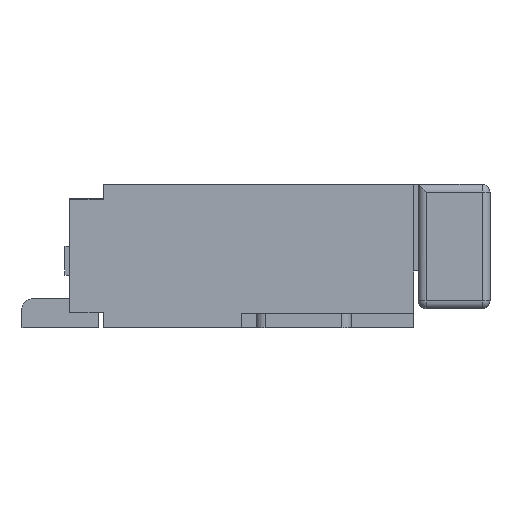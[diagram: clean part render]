
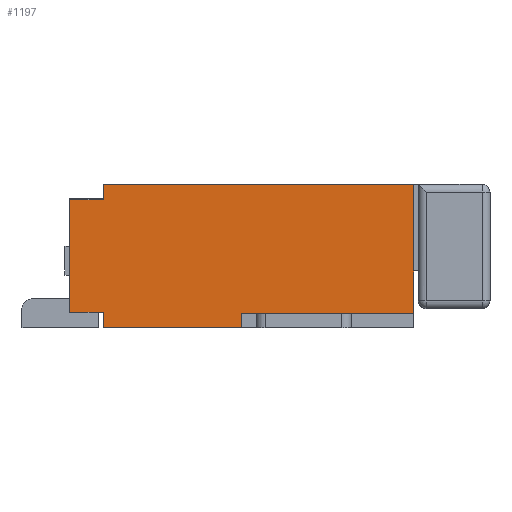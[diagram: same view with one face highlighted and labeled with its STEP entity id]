
A CAD part, left-side view. The second image highlights one B-rep face of the part: STEP entity #1197.
In plain terms, the highlighted planar face has unit normal (-1, 0, 0).
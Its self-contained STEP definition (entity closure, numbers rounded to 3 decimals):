
#544 = ORIENTED_EDGE ( 'NONE', *, *, #7570, .F. ) ;
#645 = VERTEX_POINT ( 'NONE', #20073 ) ;
#731 = VERTEX_POINT ( 'NONE', #5086 ) ;
#1197 = ADVANCED_FACE ( 'NONE', ( #5485 ), #15706, .T. ) ;
#1395 = CARTESIAN_POINT ( 'NONE',  ( -5.55, -2.05, 0.15 ) ) ;
#1758 = EDGE_CURVE ( 'NONE', #9218, #731, #12000, .T. ) ;
#2229 = VERTEX_POINT ( 'NONE', #18366 ) ;
#3695 = LINE ( 'NONE', #18847, #33158 ) ;
#3959 = DIRECTION ( 'NONE',  ( 0., 0., -1. ) ) ;
#4043 = EDGE_CURVE ( 'NONE', #645, #12846, #16532, .T. ) ;
#4636 = VECTOR ( 'NONE', #30058, 1000. ) ;
#4691 = CARTESIAN_POINT ( 'NONE',  ( -5.55, -2.05, 0. ) ) ;
#5086 = CARTESIAN_POINT ( 'NONE',  ( -5.55, -0.25, 0.16 ) ) ;
#5325 = VECTOR ( 'NONE', #8865, 1000. ) ;
#5485 = FACE_OUTER_BOUND ( 'NONE', #31309, .T. ) ;
#5541 = CARTESIAN_POINT ( 'NONE',  ( -5.55, -3.85, 0. ) ) ;
#7492 = VECTOR ( 'NONE', #24753, 1000. ) ;
#7570 = EDGE_CURVE ( 'NONE', #12714, #731, #19500, .T. ) ;
#8119 = CARTESIAN_POINT ( 'NONE',  ( -5.55, -0.25, 1.34 ) ) ;
#8303 = CARTESIAN_POINT ( 'NONE',  ( -5.55, -3.85, 1.5 ) ) ;
#8865 = DIRECTION ( 'NONE',  ( 0., 0., 1. ) ) ;
#9193 = VERTEX_POINT ( 'NONE', #15633 ) ;
#9218 = VERTEX_POINT ( 'NONE', #8119 ) ;
#9928 = DIRECTION ( 'NONE',  ( 0., 1., 0. ) ) ;
#10195 = CARTESIAN_POINT ( 'NONE',  ( -5.55, 0., 0. ) ) ;
#10247 = ORIENTED_EDGE ( 'NONE', *, *, #16100, .F. ) ;
#10399 = AXIS2_PLACEMENT_3D ( 'NONE', #10195, #10839, #23673 ) ;
#10694 = CARTESIAN_POINT ( 'NONE',  ( -5.55, -0.6, 0. ) ) ;
#10839 = DIRECTION ( 'NONE',  ( -1., 0., 0. ) ) ;
#10990 = CARTESIAN_POINT ( 'NONE',  ( -5.55, -3.85, 0.15 ) ) ;
#11166 = EDGE_CURVE ( 'NONE', #31254, #9218, #30478, .T. ) ;
#12000 = LINE ( 'NONE', #27531, #25956 ) ;
#12116 = VECTOR ( 'NONE', #26844, 1000. ) ;
#12470 = EDGE_CURVE ( 'NONE', #20187, #9193, #19773, .T. ) ;
#12714 = VERTEX_POINT ( 'NONE', #21943 ) ;
#12846 = VERTEX_POINT ( 'NONE', #21770 ) ;
#13729 = ORIENTED_EDGE ( 'NONE', *, *, #14270, .F. ) ;
#14270 = EDGE_CURVE ( 'NONE', #12846, #30423, #16865, .T. ) ;
#14590 = LINE ( 'NONE', #20001, #20828 ) ;
#15065 = EDGE_CURVE ( 'NONE', #645, #20187, #30967, .T. ) ;
#15633 = CARTESIAN_POINT ( 'NONE',  ( -5.55, -0.6, 1.5 ) ) ;
#15706 = PLANE ( 'NONE',  #10399 ) ;
#16100 = EDGE_CURVE ( 'NONE', #2229, #12714, #26696, .T. ) ;
#16192 = ORIENTED_EDGE ( 'NONE', *, *, #12470, .T. ) ;
#16532 = LINE ( 'NONE', #10990, #12116 ) ;
#16865 = LINE ( 'NONE', #1395, #27395 ) ;
#17117 = DIRECTION ( 'NONE',  ( 0., 0., 1. ) ) ;
#17222 = VECTOR ( 'NONE', #20846, 1000. ) ;
#18199 = ORIENTED_EDGE ( 'NONE', *, *, #4043, .F. ) ;
#18366 = CARTESIAN_POINT ( 'NONE',  ( -5.55, -0.6, 0. ) ) ;
#18847 = CARTESIAN_POINT ( 'NONE',  ( -5.55, -0.25, 0. ) ) ;
#19500 = LINE ( 'NONE', #27268, #7492 ) ;
#19773 = LINE ( 'NONE', #27855, #4636 ) ;
#20001 = CARTESIAN_POINT ( 'NONE',  ( -5.55, -0.6, 1.5 ) ) ;
#20073 = CARTESIAN_POINT ( 'NONE',  ( -5.55, -3.85, 0.15 ) ) ;
#20187 = VERTEX_POINT ( 'NONE', #8303 ) ;
#20828 = VECTOR ( 'NONE', #17117, 1000. ) ;
#20846 = DIRECTION ( 'NONE',  ( 0., 0., 1. ) ) ;
#21255 = ORIENTED_EDGE ( 'NONE', *, *, #11166, .T. ) ;
#21318 = VECTOR ( 'NONE', #9928, 1000. ) ;
#21770 = CARTESIAN_POINT ( 'NONE',  ( -5.55, -2.05, 0.15 ) ) ;
#21943 = CARTESIAN_POINT ( 'NONE',  ( -5.55, -0.6, 0.16 ) ) ;
#22740 = CARTESIAN_POINT ( 'NONE',  ( -5.55, -0.6, 1.34 ) ) ;
#23120 = ORIENTED_EDGE ( 'NONE', *, *, #1758, .T. ) ;
#23673 = DIRECTION ( 'NONE',  ( 0., -1., 0. ) ) ;
#23796 = ORIENTED_EDGE ( 'NONE', *, *, #15065, .T. ) ;
#24085 = DIRECTION ( 'NONE',  ( 0., -1., 0. ) ) ;
#24753 = DIRECTION ( 'NONE',  ( 0., 1., 0. ) ) ;
#25175 = EDGE_CURVE ( 'NONE', #31254, #9193, #14590, .T. ) ;
#25236 = CARTESIAN_POINT ( 'NONE',  ( -5.55, -0.6, 1.34 ) ) ;
#25281 = ORIENTED_EDGE ( 'NONE', *, *, #33183, .T. ) ;
#25956 = VECTOR ( 'NONE', #3959, 1000. ) ;
#26696 = LINE ( 'NONE', #10694, #5325 ) ;
#26844 = DIRECTION ( 'NONE',  ( 0., 1., 0. ) ) ;
#27127 = ORIENTED_EDGE ( 'NONE', *, *, #25175, .F. ) ;
#27268 = CARTESIAN_POINT ( 'NONE',  ( -5.55, -0.6, 0.16 ) ) ;
#27395 = VECTOR ( 'NONE', #29071, 1000. ) ;
#27531 = CARTESIAN_POINT ( 'NONE',  ( -5.55, -0.25, 0. ) ) ;
#27855 = CARTESIAN_POINT ( 'NONE',  ( -5.55, -0.25, 1.5 ) ) ;
#29071 = DIRECTION ( 'NONE',  ( 0., 0., -1. ) ) ;
#30058 = DIRECTION ( 'NONE',  ( 0., 1., 0. ) ) ;
#30423 = VERTEX_POINT ( 'NONE', #4691 ) ;
#30478 = LINE ( 'NONE', #22740, #21318 ) ;
#30967 = LINE ( 'NONE', #5541, #17222 ) ;
#31254 = VERTEX_POINT ( 'NONE', #25236 ) ;
#31309 = EDGE_LOOP ( 'NONE', ( #544, #10247, #25281, #13729, #18199, #23796, #16192, #27127, #21255, #23120 ) ) ;
#33158 = VECTOR ( 'NONE', #24085, 1000. ) ;
#33183 = EDGE_CURVE ( 'NONE', #2229, #30423, #3695, .T. ) ;
